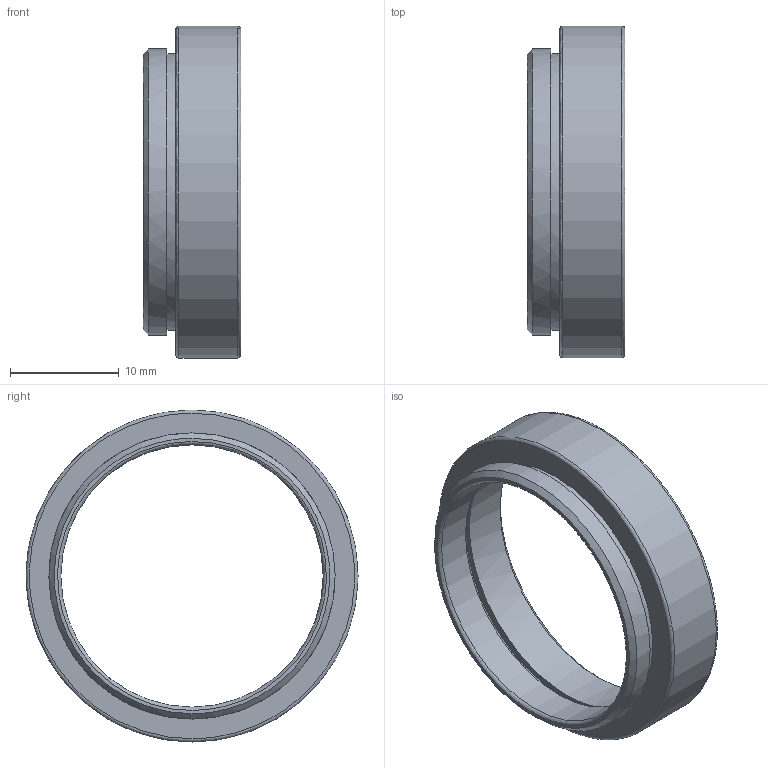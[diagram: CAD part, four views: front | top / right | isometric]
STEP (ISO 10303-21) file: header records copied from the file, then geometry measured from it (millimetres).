
FILE_DESCRIPTION (( 'STEP AP203' ), '1' );
FILE_NAME ('530226.step', '2025-08-20T01:42:29', ( 'Windows User' ), ( 'P R C' ), 'SwSTEP 2.0', 'SolidWorks 2020', '' );
FILE_SCHEMA (( 'CONFIG_CONTROL_DESIGN' ));
Length unit declared in the file: millimetre
Products named in the file (1): 530226
Bounding box: 9 x 30.5 x 30.5 mm (x, y, z)
Volume: 1548.3 mm3; surface area: 2195.2 mm2
Topology: 1 solids, 1 shells, 18 faces, 41 edges, 29 vertices
Faces by surface type: cylinder 6, plane 6, bspline 4, cone 2
Full cylindrical faces by diameter (mm): 24.1 x1, 25.3 x1, 25.4 x1, 26.29 x1, 27 x1, 30.5 x1
Entity records: 1924 total; most frequent: CARTESIAN_POINT 1533, ORIENTED_EDGE 56, DIRECTION 46, EDGE_LOOP 36, EDGE_CURVE 28, FACE_OUTER_BOUND 28, VERTEX_POINT 28, AXIS2_PLACEMENT_3D 23
